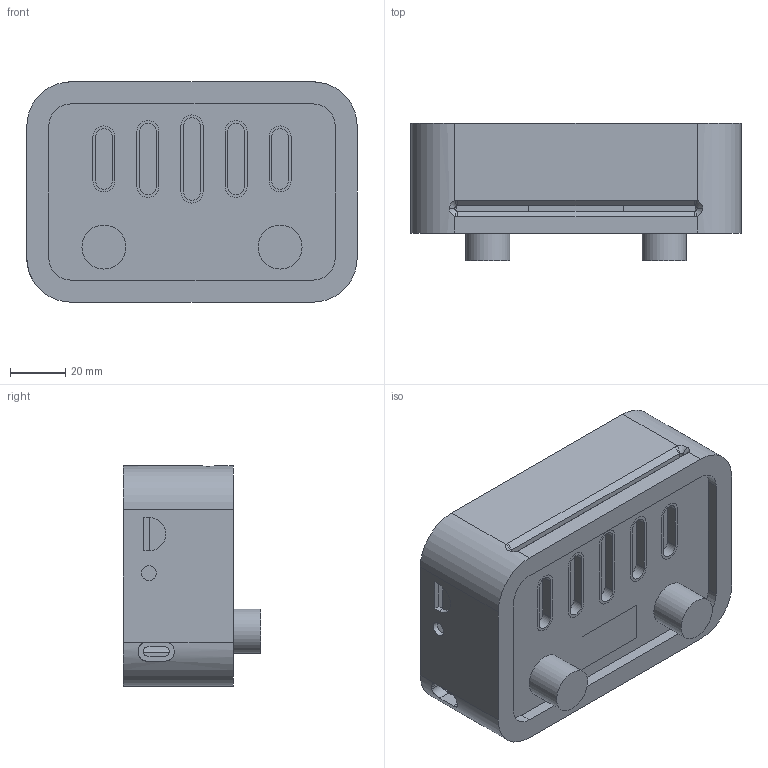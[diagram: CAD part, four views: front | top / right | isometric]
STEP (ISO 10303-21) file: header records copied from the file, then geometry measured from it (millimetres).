
FILE_DESCRIPTION(/* description */ ('','CAx-IF Rec.Pracs.---Representation and Presentation of Product Manufacturing Information (PMI)---4.0---2014-10-13'),/* implementation_level */ '2;1');
FILE_NAME(/* name */ 'Yaydio.step',/* time_stamp */ '2025-03-24T13:29:27+01:00',/* author */ (''),/* organization */ (''),/* preprocessor_version */ 'ST-DEVELOPER v20',/* originating_system */ 'Autodesk Translation Framework v13.20.0.188',/* authorisation */ '');
FILE_SCHEMA (('AP242_MANAGED_MODEL_BASED_3D_ENGINEERING_MIM_LF { 1 0 10303 442 1 1 4 }'));
Length unit declared in the file: millimetre
Products named in the file (6): Card Player 2; Shell; Front Plate; Knob; Back Plate; NFC Plate
Assembly tree (6 placements, depth 2):
  Card Player 2
    Shell
    Front Plate
    Knob  x2
    Back Plate
    NFC Plate
Bounding box: 120 x 50 x 80 mm (x, y, z)
Volume: 137458.8 mm3; surface area: 93674.5 mm2
Topology: 11 solids, 11 shells, 286 faces, 752 edges, 490 vertices
Faces by surface type: plane 158, cylinder 117, cone 7, bspline 4
Full cylindrical faces by diameter (mm): 4 x37, 5.4 x1, 6.1 x2, 7 x2, 14 x2, 16 x2
Entity records: 9311 total; most frequent: CARTESIAN_POINT 1735, DIRECTION 1534, ORIENTED_EDGE 1486, EDGE_CURVE 743, AXIS2_PLACEMENT_3D 523, LINE 488, VECTOR 488, VERTEX_POINT 484
